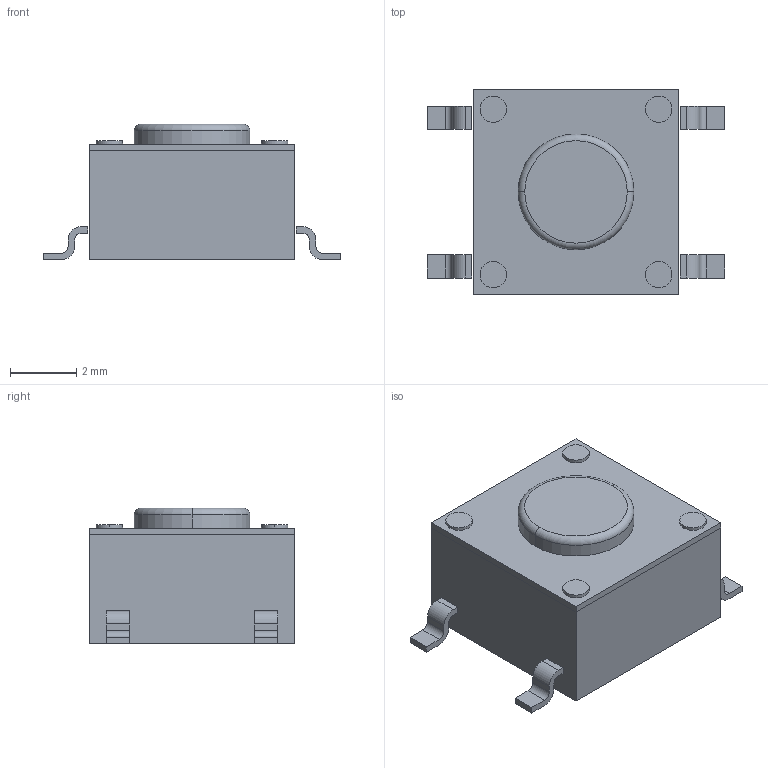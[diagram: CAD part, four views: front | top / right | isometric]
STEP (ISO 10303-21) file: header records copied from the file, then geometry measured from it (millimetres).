
FILE_DESCRIPTION (( 'STEP AP214' ), '1' );
FILE_NAME ('FA72D3BD-75EC-4215-B832-5F1A8C8B80E3.STEP', '2024-02-18T20:32:37', ( '' ), ( '' ), 'SwSTEP 2.0', 'SolidWorks 2022', '' );
FILE_SCHEMA (( 'AUTOMOTIVE_DESIGN' ));
Length unit declared in the file: millimetre
Products named in the file (1): FA72D3BD-75EC-4215-B832-5F1A8C8B80E3
Bounding box: 9 x 6.2 x 4.1 mm (x, y, z)
Volume: 141.5 mm3; surface area: 266.3 mm2
Topology: 7 solids, 7 shells, 96 faces, 232 edges, 154 vertices
Faces by surface type: plane 58, cylinder 36, torus 2
Entity records: 3804 total; most frequent: DIRECTION 502, CARTESIAN_POINT 483, ORIENTED_EDGE 464, EDGE_CURVE 232, AXIS2_PLACEMENT_3D 173, LINE 156, VECTOR 156, VERTEX_POINT 154
